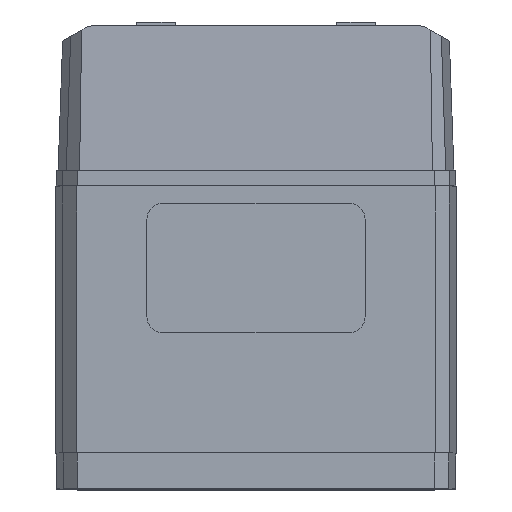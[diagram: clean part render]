
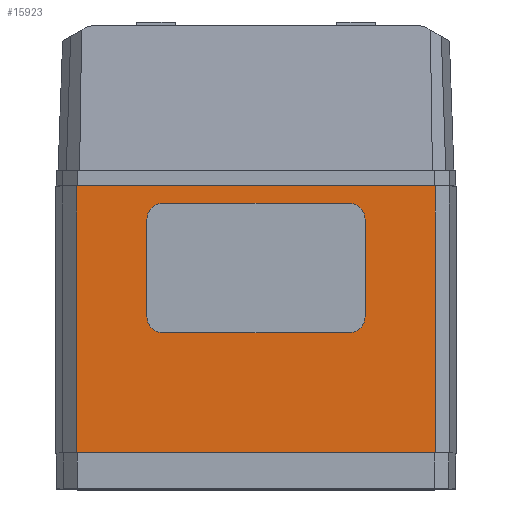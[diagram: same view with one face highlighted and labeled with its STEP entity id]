
A CAD part, top view. The second image highlights one B-rep face of the part: STEP entity #15923.
In plain terms, the highlighted planar face has unit normal (0, 0, 1).
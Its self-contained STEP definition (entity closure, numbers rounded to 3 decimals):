
#310=CIRCLE('',#16964,3.1);
#311=CIRCLE('',#16965,3.1);
#312=CIRCLE('',#16966,3.1);
#313=CIRCLE('',#16967,3.1);
#2421=ORIENTED_EDGE('',*,*,#6302,.F.);
#2422=ORIENTED_EDGE('',*,*,#6303,.F.);
#2423=ORIENTED_EDGE('',*,*,#6304,.F.);
#2424=ORIENTED_EDGE('',*,*,#6305,.F.);
#2425=ORIENTED_EDGE('',*,*,#6306,.F.);
#2426=ORIENTED_EDGE('',*,*,#6307,.F.);
#2427=ORIENTED_EDGE('',*,*,#6308,.F.);
#2428=ORIENTED_EDGE('',*,*,#6309,.F.);
#2429=ORIENTED_EDGE('',*,*,#6310,.T.);
#2430=ORIENTED_EDGE('',*,*,#6301,.F.);
#2431=ORIENTED_EDGE('',*,*,#6073,.F.);
#2432=ORIENTED_EDGE('',*,*,#6311,.T.);
#6073=EDGE_CURVE('',#7969,#7970,#9793,.T.);
#6301=EDGE_CURVE('',#7970,#8137,#9971,.T.);
#6302=EDGE_CURVE('',#8138,#8139,#9972,.T.);
#6303=EDGE_CURVE('',#8140,#8138,#310,.T.);
#6304=EDGE_CURVE('',#8141,#8140,#9973,.T.);
#6305=EDGE_CURVE('',#8142,#8141,#311,.T.);
#6306=EDGE_CURVE('',#8143,#8142,#9974,.T.);
#6307=EDGE_CURVE('',#8144,#8143,#312,.T.);
#6308=EDGE_CURVE('',#8145,#8144,#9975,.T.);
#6309=EDGE_CURVE('',#8139,#8145,#313,.T.);
#6310=EDGE_CURVE('',#8146,#8137,#9976,.T.);
#6311=EDGE_CURVE('',#7969,#8146,#9977,.T.);
#7969=VERTEX_POINT('',#24166);
#7970=VERTEX_POINT('',#24168);
#8137=VERTEX_POINT('',#24665);
#8138=VERTEX_POINT('',#24669);
#8139=VERTEX_POINT('',#24670);
#8140=VERTEX_POINT('',#24672);
#8141=VERTEX_POINT('',#24674);
#8142=VERTEX_POINT('',#24676);
#8143=VERTEX_POINT('',#24678);
#8144=VERTEX_POINT('',#24680);
#8145=VERTEX_POINT('',#24682);
#8146=VERTEX_POINT('',#24685);
#9793=LINE('',#24167,#11679);
#9971=LINE('',#24666,#11857);
#9972=LINE('',#24668,#11858);
#9973=LINE('',#24673,#11859);
#9974=LINE('',#24677,#11860);
#9975=LINE('',#24681,#11861);
#9976=LINE('',#24684,#11862);
#9977=LINE('',#24686,#11863);
#11679=VECTOR('',#19434,1000.);
#11857=VECTOR('',#19918,1000.);
#11858=VECTOR('',#19921,1000.);
#11859=VECTOR('',#19924,1000.);
#11860=VECTOR('',#19927,1000.);
#11861=VECTOR('',#19930,1000.);
#11862=VECTOR('',#19933,1000.);
#11863=VECTOR('',#19934,1000.);
#13044=EDGE_LOOP('',(#2421,#2422,#2423,#2424,#2425,#2426,#2427,#2428));
#13045=EDGE_LOOP('',(#2429,#2430,#2431,#2432));
#14151=FACE_BOUND('',#13044,.T.);
#14152=FACE_BOUND('',#13045,.T.);
#15158=PLANE('',#16963);
#15923=ADVANCED_FACE('',(#14151,#14152),#15158,.F.);
#16963=AXIS2_PLACEMENT_3D('',#24667,#19919,#19920);
#16964=AXIS2_PLACEMENT_3D('',#24671,#19922,#19923);
#16965=AXIS2_PLACEMENT_3D('',#24675,#19925,#19926);
#16966=AXIS2_PLACEMENT_3D('',#24679,#19928,#19929);
#16967=AXIS2_PLACEMENT_3D('',#24683,#19931,#19932);
#19434=DIRECTION('',(1.,0.,0.));
#19918=DIRECTION('',(0.,-1.,0.));
#19919=DIRECTION('',(0.,0.,-1.));
#19920=DIRECTION('',(-1.,0.,0.));
#19921=DIRECTION('',(0.,-1.,0.));
#19922=DIRECTION('',(0.,0.,1.));
#19923=DIRECTION('',(1.,0.,0.));
#19924=DIRECTION('',(-1.,0.,0.));
#19925=DIRECTION('',(0.,0.,1.));
#19926=DIRECTION('',(1.,0.,0.));
#19927=DIRECTION('',(0.,1.,0.));
#19928=DIRECTION('',(0.,0.,1.));
#19929=DIRECTION('',(1.,0.,0.));
#19930=DIRECTION('',(1.,0.,0.));
#19931=DIRECTION('',(0.,0.,1.));
#19932=DIRECTION('',(1.,0.,0.));
#19933=DIRECTION('',(1.,0.,0.));
#19934=DIRECTION('',(0.,-1.,0.));
#24166=CARTESIAN_POINT('',(-34.9,59.,73.5));
#24167=CARTESIAN_POINT('',(-34.9,59.,73.5));
#24168=CARTESIAN_POINT('',(34.9,59.,73.5));
#24665=CARTESIAN_POINT('',(34.9,7.,73.5));
#24666=CARTESIAN_POINT('',(34.9,59.,73.5));
#24667=CARTESIAN_POINT('',(-34.9,59.,73.5));
#24668=CARTESIAN_POINT('',(-21.25,52.5,73.5));
#24669=CARTESIAN_POINT('',(-21.25,52.5,73.5));
#24670=CARTESIAN_POINT('',(-21.25,33.5,73.5));
#24671=CARTESIAN_POINT('',(-18.15,52.5,73.5));
#24672=CARTESIAN_POINT('',(-18.15,55.6,73.5));
#24673=CARTESIAN_POINT('',(18.15,55.6,73.5));
#24674=CARTESIAN_POINT('',(18.15,55.6,73.5));
#24675=CARTESIAN_POINT('',(18.15,52.5,73.5));
#24676=CARTESIAN_POINT('',(21.25,52.5,73.5));
#24677=CARTESIAN_POINT('',(21.25,33.5,73.5));
#24678=CARTESIAN_POINT('',(21.25,33.5,73.5));
#24679=CARTESIAN_POINT('',(18.15,33.5,73.5));
#24680=CARTESIAN_POINT('',(18.15,30.4,73.5));
#24681=CARTESIAN_POINT('',(-18.15,30.4,73.5));
#24682=CARTESIAN_POINT('',(-18.15,30.4,73.5));
#24683=CARTESIAN_POINT('',(-18.15,33.5,73.5));
#24684=CARTESIAN_POINT('',(-34.9,7.,73.5));
#24685=CARTESIAN_POINT('',(-34.9,7.,73.5));
#24686=CARTESIAN_POINT('',(-34.9,59.,73.5));
